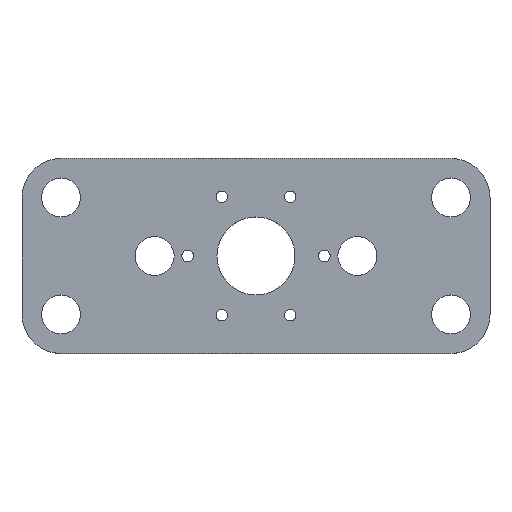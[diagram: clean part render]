
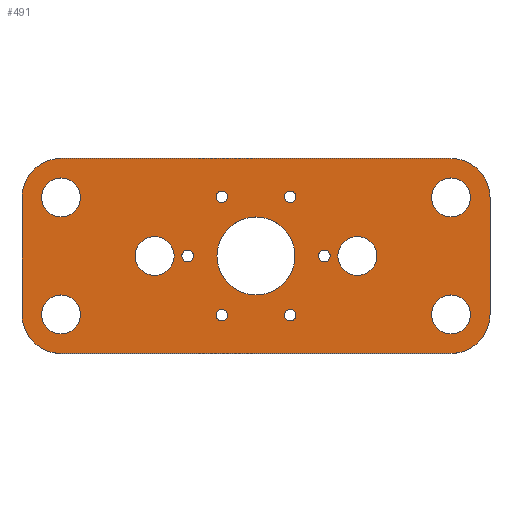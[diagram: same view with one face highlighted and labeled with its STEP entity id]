
A CAD part, top view. The second image highlights one B-rep face of the part: STEP entity #491.
In plain terms, the highlighted planar face has unit normal (0, 0, 1).
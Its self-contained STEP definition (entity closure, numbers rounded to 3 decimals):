
#27=FACE_BOUND('',#105,.T.);
#28=FACE_BOUND('',#106,.T.);
#29=FACE_BOUND('',#107,.T.);
#30=FACE_BOUND('',#108,.T.);
#31=FACE_BOUND('',#109,.T.);
#32=FACE_BOUND('',#110,.T.);
#33=FACE_BOUND('',#111,.T.);
#34=FACE_BOUND('',#112,.T.);
#35=FACE_BOUND('',#113,.T.);
#36=FACE_BOUND('',#114,.T.);
#37=FACE_BOUND('',#115,.T.);
#38=FACE_BOUND('',#116,.T.);
#39=FACE_BOUND('',#117,.T.);
#45=PLANE('',#562);
#68=FACE_OUTER_BOUND('',#104,.T.);
#104=EDGE_LOOP('',(#420,#421,#422,#423,#424,#425,#426,#427));
#105=EDGE_LOOP('',(#428));
#106=EDGE_LOOP('',(#429));
#107=EDGE_LOOP('',(#430));
#108=EDGE_LOOP('',(#431));
#109=EDGE_LOOP('',(#432));
#110=EDGE_LOOP('',(#433));
#111=EDGE_LOOP('',(#434));
#112=EDGE_LOOP('',(#435));
#113=EDGE_LOOP('',(#436));
#114=EDGE_LOOP('',(#437));
#115=EDGE_LOOP('',(#438));
#116=EDGE_LOOP('',(#439));
#117=EDGE_LOOP('',(#440));
#122=LINE('',#723,#151);
#128=LINE('',#769,#157);
#131=LINE('',#777,#160);
#146=LINE('',#835,#175);
#151=VECTOR('',#577,10.);
#157=VECTOR('',#623,10.);
#160=VECTOR('',#632,10.);
#175=VECTOR('',#705,10.);
#176=CIRCLE('',#507,10.);
#194=CIRCLE('',#528,10.);
#195=CIRCLE('',#531,10.);
#196=CIRCLE('',#534,10.);
#197=CIRCLE('',#536,5.);
#198=CIRCLE('',#538,5.);
#199=CIRCLE('',#540,1.5);
#200=CIRCLE('',#542,5.);
#201=CIRCLE('',#544,1.5);
#202=CIRCLE('',#546,1.5);
#203=CIRCLE('',#548,10.);
#204=CIRCLE('',#550,1.5);
#205=CIRCLE('',#552,5.);
#206=CIRCLE('',#554,1.5);
#207=CIRCLE('',#556,1.5);
#208=CIRCLE('',#558,5.);
#209=CIRCLE('',#560,5.);
#210=VERTEX_POINT('',#710);
#211=VERTEX_POINT('',#711);
#215=VERTEX_POINT('',#721);
#234=VERTEX_POINT('',#763);
#235=VERTEX_POINT('',#767);
#236=VERTEX_POINT('',#771);
#237=VERTEX_POINT('',#775);
#238=VERTEX_POINT('',#779);
#239=VERTEX_POINT('',#783);
#240=VERTEX_POINT('',#787);
#241=VERTEX_POINT('',#791);
#242=VERTEX_POINT('',#795);
#243=VERTEX_POINT('',#799);
#244=VERTEX_POINT('',#803);
#245=VERTEX_POINT('',#807);
#246=VERTEX_POINT('',#811);
#247=VERTEX_POINT('',#815);
#248=VERTEX_POINT('',#819);
#249=VERTEX_POINT('',#823);
#250=VERTEX_POINT('',#827);
#251=VERTEX_POINT('',#831);
#252=EDGE_CURVE('',#210,#211,#176,.T.);
#258=EDGE_CURVE('',#210,#215,#122,.T.);
#278=EDGE_CURVE('',#234,#215,#194,.T.);
#281=EDGE_CURVE('',#234,#235,#128,.T.);
#282=EDGE_CURVE('',#236,#235,#195,.T.);
#285=EDGE_CURVE('',#236,#237,#131,.T.);
#286=EDGE_CURVE('',#238,#237,#196,.T.);
#288=EDGE_CURVE('',#239,#239,#197,.T.);
#290=EDGE_CURVE('',#240,#240,#198,.T.);
#292=EDGE_CURVE('',#241,#241,#199,.T.);
#294=EDGE_CURVE('',#242,#242,#200,.T.);
#296=EDGE_CURVE('',#243,#243,#201,.T.);
#298=EDGE_CURVE('',#244,#244,#202,.T.);
#300=EDGE_CURVE('',#245,#245,#203,.T.);
#302=EDGE_CURVE('',#246,#246,#204,.T.);
#304=EDGE_CURVE('',#247,#247,#205,.T.);
#306=EDGE_CURVE('',#248,#248,#206,.T.);
#308=EDGE_CURVE('',#249,#249,#207,.T.);
#310=EDGE_CURVE('',#250,#250,#208,.T.);
#312=EDGE_CURVE('',#251,#251,#209,.T.);
#314=EDGE_CURVE('',#238,#211,#146,.T.);
#420=ORIENTED_EDGE('',*,*,#252,.F.);
#421=ORIENTED_EDGE('',*,*,#258,.T.);
#422=ORIENTED_EDGE('',*,*,#278,.F.);
#423=ORIENTED_EDGE('',*,*,#281,.T.);
#424=ORIENTED_EDGE('',*,*,#282,.F.);
#425=ORIENTED_EDGE('',*,*,#285,.T.);
#426=ORIENTED_EDGE('',*,*,#286,.F.);
#427=ORIENTED_EDGE('',*,*,#314,.T.);
#428=ORIENTED_EDGE('',*,*,#312,.T.);
#429=ORIENTED_EDGE('',*,*,#310,.T.);
#430=ORIENTED_EDGE('',*,*,#308,.T.);
#431=ORIENTED_EDGE('',*,*,#306,.T.);
#432=ORIENTED_EDGE('',*,*,#304,.T.);
#433=ORIENTED_EDGE('',*,*,#302,.T.);
#434=ORIENTED_EDGE('',*,*,#300,.T.);
#435=ORIENTED_EDGE('',*,*,#298,.T.);
#436=ORIENTED_EDGE('',*,*,#296,.T.);
#437=ORIENTED_EDGE('',*,*,#294,.T.);
#438=ORIENTED_EDGE('',*,*,#292,.T.);
#439=ORIENTED_EDGE('',*,*,#290,.T.);
#440=ORIENTED_EDGE('',*,*,#288,.T.);
#491=ADVANCED_FACE('',(#68,#27,#28,#29,#30,#31,#32,#33,#34,#35,#36,#37,
#38,#39),#45,.T.);
#507=AXIS2_PLACEMENT_3D('',#712,#567,#568);
#528=AXIS2_PLACEMENT_3D('',#764,#617,#618);
#531=AXIS2_PLACEMENT_3D('',#772,#626,#627);
#534=AXIS2_PLACEMENT_3D('',#780,#635,#636);
#536=AXIS2_PLACEMENT_3D('',#784,#640,#641);
#538=AXIS2_PLACEMENT_3D('',#788,#645,#646);
#540=AXIS2_PLACEMENT_3D('',#792,#650,#651);
#542=AXIS2_PLACEMENT_3D('',#796,#655,#656);
#544=AXIS2_PLACEMENT_3D('',#800,#660,#661);
#546=AXIS2_PLACEMENT_3D('',#804,#665,#666);
#548=AXIS2_PLACEMENT_3D('',#808,#670,#671);
#550=AXIS2_PLACEMENT_3D('',#812,#675,#676);
#552=AXIS2_PLACEMENT_3D('',#816,#680,#681);
#554=AXIS2_PLACEMENT_3D('',#820,#685,#686);
#556=AXIS2_PLACEMENT_3D('',#824,#690,#691);
#558=AXIS2_PLACEMENT_3D('',#828,#695,#696);
#560=AXIS2_PLACEMENT_3D('',#832,#700,#701);
#562=AXIS2_PLACEMENT_3D('',#836,#706,#707);
#567=DIRECTION('center_axis',(0.,0.,-1.));
#568=DIRECTION('ref_axis',(0.707,0.707,0.));
#577=DIRECTION('',(-1.,0.,0.));
#617=DIRECTION('center_axis',(0.,0.,-1.));
#618=DIRECTION('ref_axis',(-0.707,0.707,0.));
#623=DIRECTION('',(0.,-1.,0.));
#626=DIRECTION('center_axis',(0.,0.,-1.));
#627=DIRECTION('ref_axis',(-0.707,-0.707,0.));
#632=DIRECTION('',(1.,0.,0.));
#635=DIRECTION('center_axis',(0.,0.,-1.));
#636=DIRECTION('ref_axis',(0.707,-0.707,0.));
#640=DIRECTION('center_axis',(0.,0.,-1.));
#641=DIRECTION('ref_axis',(1.,0.,0.));
#645=DIRECTION('center_axis',(0.,0.,-1.));
#646=DIRECTION('ref_axis',(1.,0.,0.));
#650=DIRECTION('center_axis',(0.,0.,-1.));
#651=DIRECTION('ref_axis',(1.,0.,0.));
#655=DIRECTION('center_axis',(0.,0.,-1.));
#656=DIRECTION('ref_axis',(1.,0.,0.));
#660=DIRECTION('center_axis',(0.,0.,-1.));
#661=DIRECTION('ref_axis',(1.,0.,0.));
#665=DIRECTION('center_axis',(0.,0.,-1.));
#666=DIRECTION('ref_axis',(1.,0.,0.));
#670=DIRECTION('center_axis',(0.,0.,-1.));
#671=DIRECTION('ref_axis',(1.,0.,0.));
#675=DIRECTION('center_axis',(0.,0.,-1.));
#676=DIRECTION('ref_axis',(1.,0.,0.));
#680=DIRECTION('center_axis',(0.,0.,-1.));
#681=DIRECTION('ref_axis',(1.,0.,0.));
#685=DIRECTION('center_axis',(0.,0.,-1.));
#686=DIRECTION('ref_axis',(1.,0.,0.));
#690=DIRECTION('center_axis',(0.,0.,-1.));
#691=DIRECTION('ref_axis',(1.,0.,0.));
#695=DIRECTION('center_axis',(0.,0.,-1.));
#696=DIRECTION('ref_axis',(1.,0.,0.));
#700=DIRECTION('center_axis',(0.,0.,-1.));
#701=DIRECTION('ref_axis',(1.,0.,0.));
#705=DIRECTION('',(0.,1.,0.));
#706=DIRECTION('center_axis',(0.,0.,1.));
#707=DIRECTION('ref_axis',(1.,0.,0.));
#710=CARTESIAN_POINT('',(110.,50.,7.));
#711=CARTESIAN_POINT('',(120.,40.,7.));
#712=CARTESIAN_POINT('Origin',(110.,40.,7.));
#721=CARTESIAN_POINT('',(10.,50.,7.));
#723=CARTESIAN_POINT('',(120.,50.,7.));
#763=CARTESIAN_POINT('',(0.,40.,7.));
#764=CARTESIAN_POINT('Origin',(10.,40.,7.));
#767=CARTESIAN_POINT('',(0.,10.,7.));
#769=CARTESIAN_POINT('',(0.,50.,7.));
#771=CARTESIAN_POINT('',(10.,0.,7.));
#772=CARTESIAN_POINT('Origin',(10.,10.,7.));
#775=CARTESIAN_POINT('',(110.,0.,7.));
#777=CARTESIAN_POINT('',(0.,0.,7.));
#779=CARTESIAN_POINT('',(120.,10.,7.));
#780=CARTESIAN_POINT('Origin',(110.,10.,7.));
#783=CARTESIAN_POINT('',(81.,25.,7.));
#784=CARTESIAN_POINT('Origin',(86.,25.,7.));
#787=CARTESIAN_POINT('',(105.,10.,7.));
#788=CARTESIAN_POINT('Origin',(110.,10.,7.));
#791=CARTESIAN_POINT('',(41.,25.,7.));
#792=CARTESIAN_POINT('Origin',(42.5,25.,7.));
#795=CARTESIAN_POINT('',(105.,40.,7.));
#796=CARTESIAN_POINT('Origin',(110.,40.,7.));
#799=CARTESIAN_POINT('',(49.75,40.155,7.));
#800=CARTESIAN_POINT('Origin',(51.25,40.155,7.));
#803=CARTESIAN_POINT('',(76.,25.,7.));
#804=CARTESIAN_POINT('Origin',(77.5,25.,7.));
#807=CARTESIAN_POINT('',(50.,25.,7.));
#808=CARTESIAN_POINT('Origin',(60.,25.,7.));
#811=CARTESIAN_POINT('',(49.75,9.845,7.));
#812=CARTESIAN_POINT('Origin',(51.25,9.845,7.));
#815=CARTESIAN_POINT('',(29.,25.,7.));
#816=CARTESIAN_POINT('Origin',(34.,25.,7.));
#819=CARTESIAN_POINT('',(67.25,40.155,7.));
#820=CARTESIAN_POINT('Origin',(68.75,40.155,7.));
#823=CARTESIAN_POINT('',(67.25,9.845,7.));
#824=CARTESIAN_POINT('Origin',(68.75,9.845,7.));
#827=CARTESIAN_POINT('',(5.,40.,7.));
#828=CARTESIAN_POINT('Origin',(10.,40.,7.));
#831=CARTESIAN_POINT('',(5.,10.,7.));
#832=CARTESIAN_POINT('Origin',(10.,10.,7.));
#835=CARTESIAN_POINT('',(120.,0.,7.));
#836=CARTESIAN_POINT('Origin',(60.,25.,7.));
